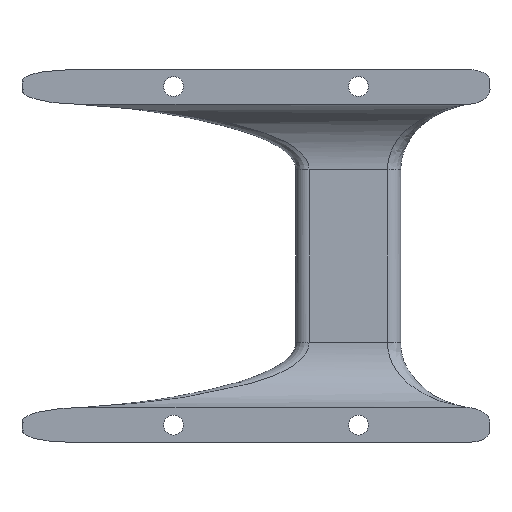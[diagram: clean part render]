
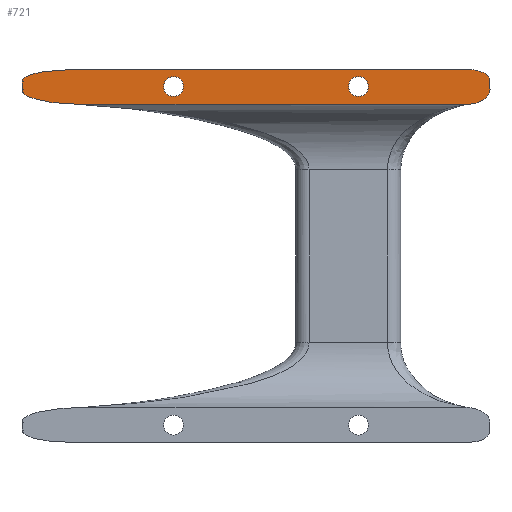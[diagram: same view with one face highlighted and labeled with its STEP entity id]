
A CAD part, front view. The second image highlights one B-rep face of the part: STEP entity #721.
In plain terms, the highlighted planar face has unit normal (0, -1, 0).
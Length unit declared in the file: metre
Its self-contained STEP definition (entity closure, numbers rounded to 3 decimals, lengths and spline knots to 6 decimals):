
#21=PLANE('',#788);
#35=CIRCLE('',#789,0.0015);
#36=CIRCLE('',#790,0.0015);
#56=ELLIPSE('',#777,0.002846,0.0018);
#57=ELLIPSE('',#784,0.006678,0.0018);
#91=B_SPLINE_CURVE_WITH_KNOTS('',3,(#3315,#3316,#3317,#3318,#3319,#3320,
#3321,#3322,#3323,#3324,#3325,#3326),.UNSPECIFIED.,.F.,.F.,(4,1,1,1,1,1,
1,1,1,4),(0.000019,0.000613,0.001207,0.0018,
0.002394,0.003582,0.00477,0.005958,
0.007146,0.009522),.UNSPECIFIED.);
#103=B_SPLINE_CURVE_WITH_KNOTS('',3,(#6158,#6159,#6160,#6161,#6162,#6163,
#6164),.UNSPECIFIED.,.F.,.F.,(4,1,1,1,4),(0.,0.001151,0.002302,
0.003453,0.004604),.UNSPECIFIED.);
#264=ORIENTED_EDGE('',*,*,#408,.F.);
#265=ORIENTED_EDGE('',*,*,#409,.F.);
#266=ORIENTED_EDGE('',*,*,#405,.F.);
#267=ORIENTED_EDGE('',*,*,#407,.T.);
#268=ORIENTED_EDGE('',*,*,#350,.T.);
#269=ORIENTED_EDGE('',*,*,#402,.T.);
#270=ORIENTED_EDGE('',*,*,#396,.T.);
#271=ORIENTED_EDGE('',*,*,#391,.T.);
#272=ORIENTED_EDGE('',*,*,#395,.F.);
#273=ORIENTED_EDGE('',*,*,#401,.F.);
#350=EDGE_CURVE('',#451,#450,#91,.T.);
#391=EDGE_CURVE('',#475,#474,#511,.T.);
#395=EDGE_CURVE('',#476,#474,#56,.F.);
#396=EDGE_CURVE('',#477,#475,#103,.T.);
#401=EDGE_CURVE('',#478,#476,#515,.T.);
#402=EDGE_CURVE('',#450,#477,#516,.T.);
#405=EDGE_CURVE('',#479,#478,#57,.F.);
#407=EDGE_CURVE('',#479,#451,#519,.T.);
#408=EDGE_CURVE('',#480,#480,#35,.T.);
#409=EDGE_CURVE('',#481,#481,#36,.T.);
#450=VERTEX_POINT('',#3314);
#451=VERTEX_POINT('',#3327);
#474=VERTEX_POINT('',#5566);
#475=VERTEX_POINT('',#5568);
#476=VERTEX_POINT('',#5610);
#477=VERTEX_POINT('',#6165);
#478=VERTEX_POINT('',#6704);
#479=VERTEX_POINT('',#6713);
#480=VERTEX_POINT('',#6721);
#481=VERTEX_POINT('',#6723);
#511=LINE('',#5567,#545);
#515=LINE('',#6705,#549);
#516=LINE('',#6707,#550);
#519=LINE('',#6718,#553);
#545=VECTOR('',#896,1.);
#549=VECTOR('',#908,1.);
#550=VECTOR('',#911,1.);
#553=VECTOR('',#928,1.);
#589=EDGE_LOOP('',(#264));
#590=EDGE_LOOP('',(#265));
#591=EDGE_LOOP('',(#266,#267,#268,#269,#270,#271,#272,#273));
#647=FACE_BOUND('',#589,.T.);
#648=FACE_BOUND('',#590,.T.);
#649=FACE_BOUND('',#591,.T.);
#721=ADVANCED_FACE('',(#647,#648,#649),#21,.T.);
#777=AXIS2_PLACEMENT_3D('',#5611,#900,#901);
#784=AXIS2_PLACEMENT_3D('',#6714,#920,#921);
#788=AXIS2_PLACEMENT_3D('',#6719,#929,#930);
#789=AXIS2_PLACEMENT_3D('',#6720,#931,#932);
#790=AXIS2_PLACEMENT_3D('',#6722,#933,#934);
#896=DIRECTION('',(0.,0.,1.));
#900=DIRECTION('',(0.,-1.,0.));
#901=DIRECTION('',(-1.,0.,0.));
#908=DIRECTION('',(1.,0.,0.));
#911=DIRECTION('',(1.,0.,0.));
#920=DIRECTION('',(0.,-1.,0.));
#921=DIRECTION('',(-1.,0.,0.));
#928=DIRECTION('',(0.,0.,-1.));
#929=DIRECTION('',(0.,-1.,0.));
#930=DIRECTION('',(1.,0.,0.));
#931=DIRECTION('',(0.,-1.,0.));
#932=DIRECTION('',(0.,0.,-1.));
#933=DIRECTION('',(0.,-1.,0.));
#934=DIRECTION('',(0.,0.,-1.));
#3314=CARTESIAN_POINT('',(0.015168,0.014986,0.048801));
#3315=CARTESIAN_POINT('',(0.006327,0.014986,0.051));
#3316=CARTESIAN_POINT('',(0.006327,0.014986,0.050799));
#3317=CARTESIAN_POINT('',(0.006559,0.014986,0.050442));
#3318=CARTESIAN_POINT('',(0.007058,0.014986,0.050115));
#3319=CARTESIAN_POINT('',(0.007592,0.014986,0.049866));
#3320=CARTESIAN_POINT('',(0.00834,0.014986,0.049602));
#3321=CARTESIAN_POINT('',(0.009293,0.014986,0.049357));
#3322=CARTESIAN_POINT('',(0.010458,0.014986,0.049143));
#3323=CARTESIAN_POINT('',(0.011631,0.014986,0.048988));
#3324=CARTESIAN_POINT('',(0.013198,0.014986,0.048845));
#3325=CARTESIAN_POINT('',(0.014379,0.014986,0.048801));
#3326=CARTESIAN_POINT('',(0.015168,0.014986,0.048801));
#3327=CARTESIAN_POINT('',(0.006327,0.014986,0.051));
#5566=CARTESIAN_POINT('',(0.076748,0.014986,0.0522));
#5567=CARTESIAN_POINT('',(0.076748,0.014986,0.07));
#5568=CARTESIAN_POINT('',(0.076748,0.014986,0.050992));
#5610=CARTESIAN_POINT('',(0.073902,0.014986,0.054));
#5611=CARTESIAN_POINT('',(0.073902,0.014986,0.0522));
#6158=CARTESIAN_POINT('',(0.073098,0.014986,0.048801));
#6159=CARTESIAN_POINT('',(0.073487,0.014986,0.048801));
#6160=CARTESIAN_POINT('',(0.07425,0.014986,0.048881));
#6161=CARTESIAN_POINT('',(0.075365,0.014986,0.049235));
#6162=CARTESIAN_POINT('',(0.076362,0.014986,0.04987));
#6163=CARTESIAN_POINT('',(0.076748,0.014986,0.050599));
#6164=CARTESIAN_POINT('',(0.076748,0.014986,0.050992));
#6165=CARTESIAN_POINT('',(0.073098,0.014986,0.048801));
#6704=CARTESIAN_POINT('',(0.013005,0.014986,0.054));
#6705=CARTESIAN_POINT('',(-0.023,0.014986,0.054));
#6707=CARTESIAN_POINT('',(-0.023,0.014986,0.048801));
#6713=CARTESIAN_POINT('',(0.006327,0.014986,0.0522));
#6714=CARTESIAN_POINT('',(0.013005,0.014986,0.0522));
#6718=CARTESIAN_POINT('',(0.006327,0.014986,0.07));
#6719=CARTESIAN_POINT('',(0.,0.014986,0.));
#6720=CARTESIAN_POINT('',(0.029135,0.014986,0.051496));
#6721=CARTESIAN_POINT('',(0.029135,0.014986,0.049996));
#6722=CARTESIAN_POINT('',(0.056951,0.014986,0.051496));
#6723=CARTESIAN_POINT('',(0.056951,0.014986,0.049996));
